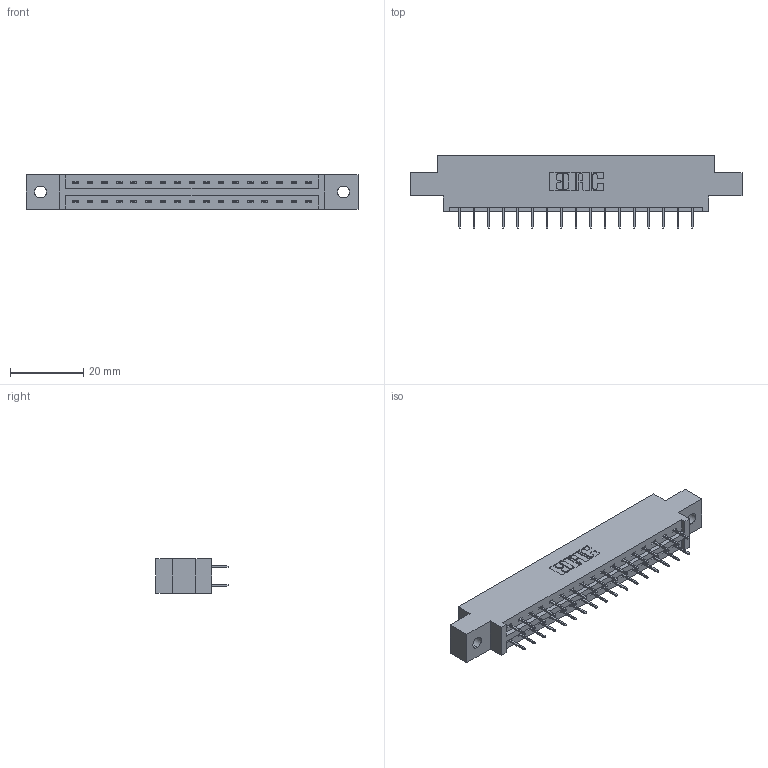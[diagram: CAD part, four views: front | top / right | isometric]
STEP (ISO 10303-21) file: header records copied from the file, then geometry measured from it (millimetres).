
FILE_DESCRIPTION (( 'STEP AP203' ), '1' );
FILE_NAME ('337-034-524-802.STEP', '2019-10-11T01:46:16', ( '' ), ( '' ), 'SwSTEP 2.0', 'SolidWorks 2016', '' );
FILE_SCHEMA (( 'CONFIG_CONTROL_DESIGN' ));
Length unit declared in the file: inch
Products named in the file (3): 345-292-001_345-293-124; 337-034-524-802; 337 Part_0.170 Offset - 0.128 Dia
Assembly tree (35 placements, depth 2):
  337-034-524-802
    337 Part_0.170 Offset - 0.128 Dia
    345-292-001_345-293-124  x34
Bounding box: 90.37 x 19.69 x 9.4 mm (x, y, z)
Volume: 8985.8 mm3; surface area: 9591.4 mm2
Topology: 35 solids, 35 shells, 2090 faces, 5933 edges, 3818 vertices
Faces by surface type: plane 1570, cylinder 520
Entity records: 16623 total; most frequent: CARTESIAN_POINT 2822, ORIENTED_EDGE 2758, DIRECTION 2447, EDGE_CURVE 1379, VECTOR 1255, LINE 1255, VERTEX_POINT 914, AXIS2_PLACEMENT_3D 596
